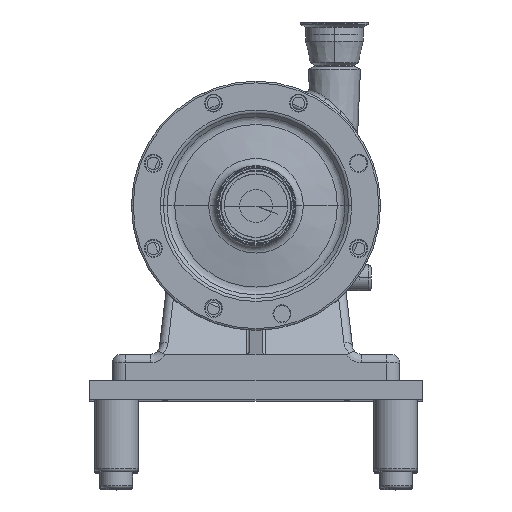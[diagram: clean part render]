
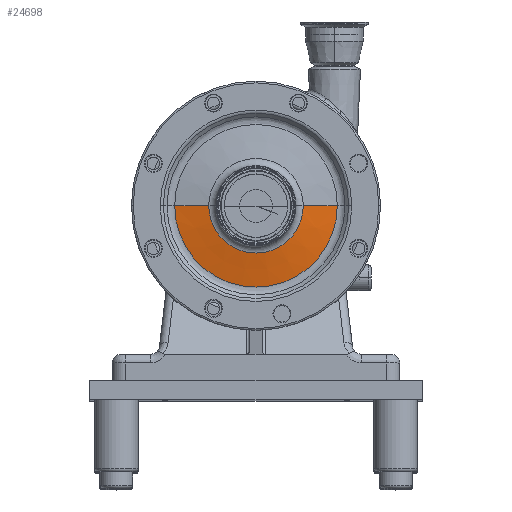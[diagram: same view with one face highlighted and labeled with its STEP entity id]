
A CAD part, top view. The second image highlights one B-rep face of the part: STEP entity #24698.
In plain terms, the highlighted conical face has half-angle 80 degrees and reference radius 93.263 mm.
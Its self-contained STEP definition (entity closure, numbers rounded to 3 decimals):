
#678 = VERTEX_POINT ( 'NONE', #21635 ) ;
#761 = DIRECTION ( 'NONE',  ( 1., 0., 0. ) ) ;
#2218 = ORIENTED_EDGE ( 'NONE', *, *, #14492, .F. ) ;
#2244 = CONICAL_SURFACE ( 'NONE', #18802, 93.264, 1.396 ) ;
#2328 = DIRECTION ( 'NONE',  ( 0.985, 0., -0.174 ) ) ;
#3642 = CARTESIAN_POINT ( 'NONE',  ( -54.264, 0., 40.789 ) ) ;
#3746 = VERTEX_POINT ( 'NONE', #24454 ) ;
#5819 = ORIENTED_EDGE ( 'NONE', *, *, #9334, .F. ) ;
#6110 = CARTESIAN_POINT ( 'NONE',  ( 0., 0., 40.789 ) ) ;
#6396 = FACE_OUTER_BOUND ( 'NONE', #7778, .T. ) ;
#6676 = LINE ( 'NONE', #21694, #25609 ) ;
#7778 = EDGE_LOOP ( 'NONE', ( #5819, #2218, #14911, #8019 ) ) ;
#8019 = ORIENTED_EDGE ( 'NONE', *, *, #12591, .T. ) ;
#8376 = AXIS2_PLACEMENT_3D ( 'NONE', #10792, #13053, #17911 ) ;
#8676 = DIRECTION ( 'NONE',  ( 0., 0., -1. ) ) ;
#9334 = EDGE_CURVE ( 'NONE', #3746, #678, #9465, .T. ) ;
#9465 = LINE ( 'NONE', #29331, #25618 ) ;
#9834 = CARTESIAN_POINT ( 'NONE',  ( -93.264, 0., 33.912 ) ) ;
#10792 = CARTESIAN_POINT ( 'NONE',  ( 0., 0., 33.912 ) ) ;
#11088 = DIRECTION ( 'NONE',  ( -1., 0., 0. ) ) ;
#11486 = AXIS2_PLACEMENT_3D ( 'NONE', #6110, #13055, #761 ) ;
#11562 = CARTESIAN_POINT ( 'NONE',  ( 0., 0., 33.912 ) ) ;
#12591 = EDGE_CURVE ( 'NONE', #13438, #678, #22297, .T. ) ;
#13053 = DIRECTION ( 'NONE',  ( 0., 0., 1. ) ) ;
#13055 = DIRECTION ( 'NONE',  ( 0., 0., 1. ) ) ;
#13438 = VERTEX_POINT ( 'NONE', #9834 ) ;
#14492 = EDGE_CURVE ( 'NONE', #17066, #3746, #24904, .T. ) ;
#14911 = ORIENTED_EDGE ( 'NONE', *, *, #20958, .T. ) ;
#17066 = VERTEX_POINT ( 'NONE', #3642 ) ;
#17911 = DIRECTION ( 'NONE',  ( 1., 0., 0. ) ) ;
#18802 = AXIS2_PLACEMENT_3D ( 'NONE', #11562, #8676, #11088 ) ;
#20958 = EDGE_CURVE ( 'NONE', #17066, #13438, #6676, .T. ) ;
#21635 = CARTESIAN_POINT ( 'NONE',  ( 93.264, 0., 33.912 ) ) ;
#21694 = CARTESIAN_POINT ( 'NONE',  ( -93.264, 0., 33.912 ) ) ;
#22297 = CIRCLE ( 'NONE', #8376, 93.264 ) ;
#24454 = CARTESIAN_POINT ( 'NONE',  ( 54.264, 0., 40.789 ) ) ;
#24698 = ADVANCED_FACE ( 'NONE', ( #6396 ), #2244, .T. ) ;
#24904 = CIRCLE ( 'NONE', #11486, 54.264 ) ;
#25609 = VECTOR ( 'NONE', #31540, 1000. ) ;
#25618 = VECTOR ( 'NONE', #2328, 1000. ) ;
#29331 = CARTESIAN_POINT ( 'NONE',  ( 93.264, 0., 33.912 ) ) ;
#31540 = DIRECTION ( 'NONE',  ( -0.985, 0., -0.174 ) ) ;
